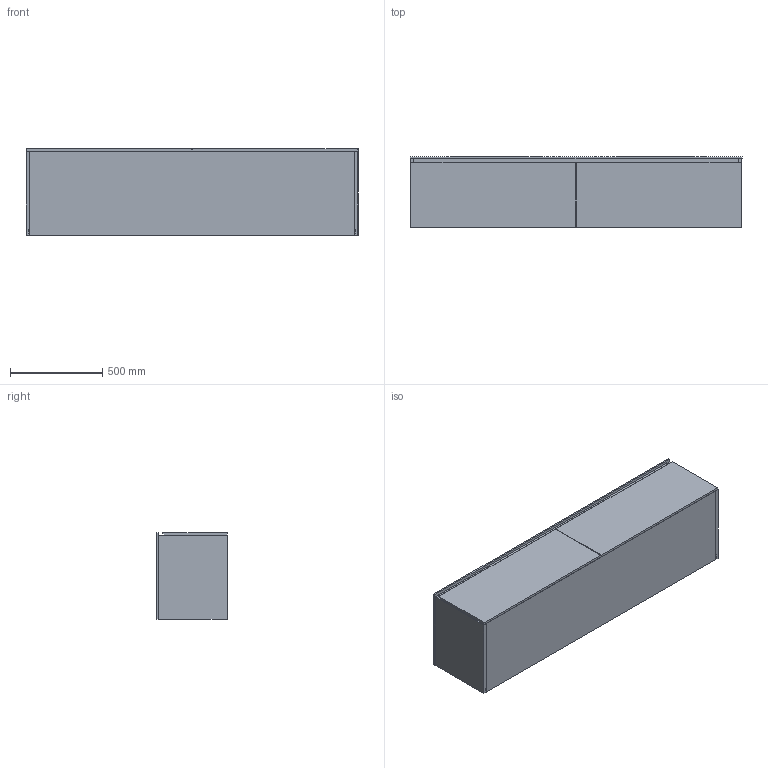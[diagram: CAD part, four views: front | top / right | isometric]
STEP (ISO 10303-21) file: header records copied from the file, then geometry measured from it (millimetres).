
FILE_DESCRIPTION (( 'STEP AP214' ), '1' );
FILE_NAME ('DWP1800375-2AUSNCU-47.STEP', '2020-09-15T07:00:45', ( '' ), ( '' ), 'SwSTEP 2.0', 'SolidWorks 2020', '' );
FILE_SCHEMA (( 'AUTOMOTIVE_DESIGN' ));
Length unit declared in the file: millimetre
Products named in the file (3): DWP 1800375-2AUSNCU-47_us_MDF lackiert<Wie bearbeitet>; DWP1800375-2AUSNCU-47; DWP 1800375-2AUSNCU-47_wt_Mit Hahnloch ohne šberlauf
Assembly tree (2 placements, depth 2):
  DWP1800375-2AUSNCU-47
    DWP 1800375-2AUSNCU-47_wt_Mit Hahnloch ohne šberlauf
    DWP 1800375-2AUSNCU-47_us_MDF lackiert<Wie bearbeitet>
Bounding box: 1800 x 382 x 470 mm (x, y, z)
Volume: 67076307.5 mm3; surface area: 9341716.2 mm2
Topology: 22 solids, 22 shells, 298 faces, 770 edges, 520 vertices
Faces by surface type: plane 224, cylinder 62, bspline 12
Entity records: 26444 total; most frequent: CARTESIAN_POINT 18897, ORIENTED_EDGE 1540, DIRECTION 1364, EDGE_CURVE 770, VECTOR 574, LINE 574, VERTEX_POINT 520, AXIS2_PLACEMENT_3D 395
